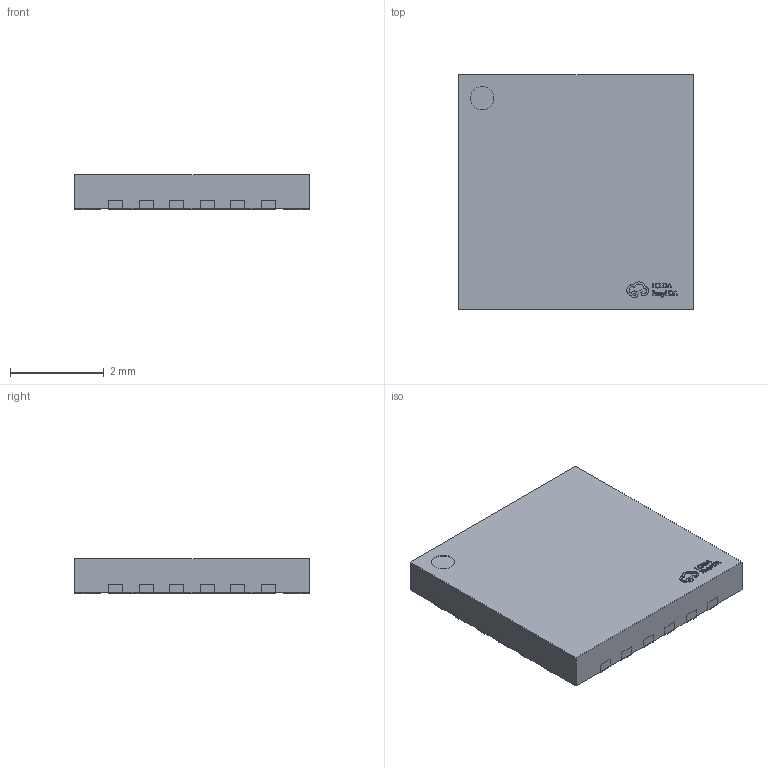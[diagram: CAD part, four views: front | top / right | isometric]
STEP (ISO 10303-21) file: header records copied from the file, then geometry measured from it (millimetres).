
FILE_DESCRIPTION (( 'STEP AP214' ), '1' );
FILE_NAME ('QFN-24_L5.0-W5.0-H0.8-P0.65-BL-EP3.2.step', '2022-07-15T03:05:17', ( '' ), ( '' ), 'SwSTEP 2.0', 'SolidWorks 2020', '' );
FILE_SCHEMA (( 'AUTOMOTIVE_DESIGN' ));
Length unit declared in the file: millimetre
Products named in the file (1): QFN-24_L5.0-W5.0-H0.8-P0.65-BL-EP3.2
Bounding box: 5 x 5 x 0.76 mm (x, y, z)
Surface area: 114.3 mm2
Topology: 50 solids, 50 shells, 830 faces, 2109 edges, 1406 vertices
Faces by surface type: plane 568, cylinder 150, bspline 112
Entity records: 34997 total; most frequent: CARTESIAN_POINT 6450, ORIENTED_EDGE 4218, DIRECTION 3619, EDGE_CURVE 2109, VECTOR 1581, LINE 1581, VERTEX_POINT 1406, AXIS2_PLACEMENT_3D 1019
